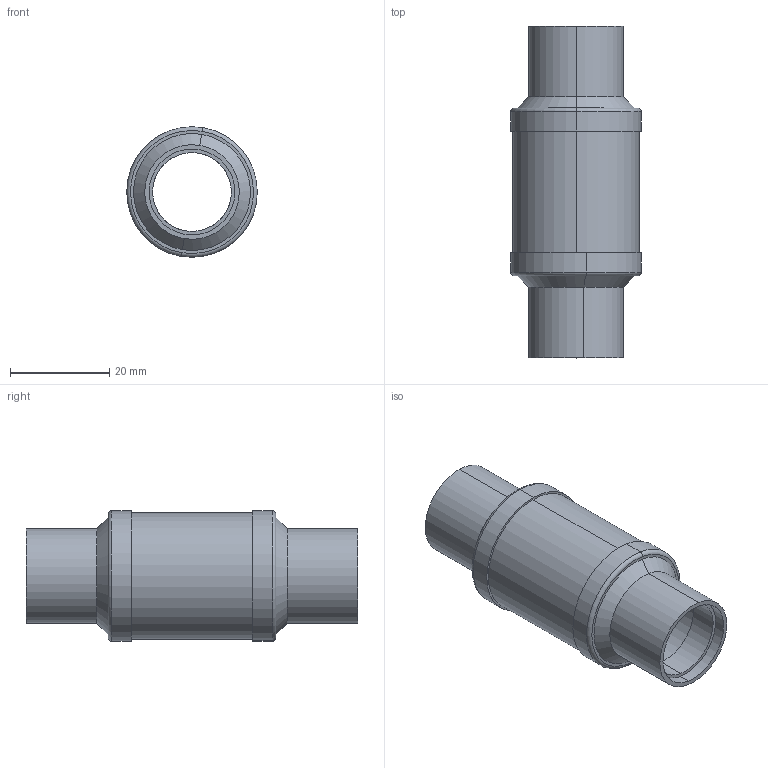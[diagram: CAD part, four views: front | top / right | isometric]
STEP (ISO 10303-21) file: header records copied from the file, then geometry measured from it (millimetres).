
FILE_DESCRIPTION (( 'STEP AP203' ), '1' );
FILE_NAME ('A0584-1-W.STEP', '2019-10-08T19:58:39', ( '' ), ( '' ), 'SwSTEP 2.0', 'SolidWorks 2019', '' );
FILE_SCHEMA (( 'CONFIG_CONTROL_DESIGN' ));
Length unit declared in the file: inch
Products named in the file (1): A0584-1-W
Bounding box: 26.29 x 66.8 x 26.29 mm (x, y, z)
Volume: 9936.1 mm3; surface area: 9231.1 mm2
Topology: 1 solids, 1 shells, 44 faces, 88 edges, 56 vertices
Faces by surface type: cylinder 24, plane 12, cone 4, torus 4
Entity records: 1251 total; most frequent: DIRECTION 238, CARTESIAN_POINT 189, ORIENTED_EDGE 176, AXIS2_PLACEMENT_3D 105, EDGE_CURVE 88, CIRCLE 60, EDGE_LOOP 56, VERTEX_POINT 56
